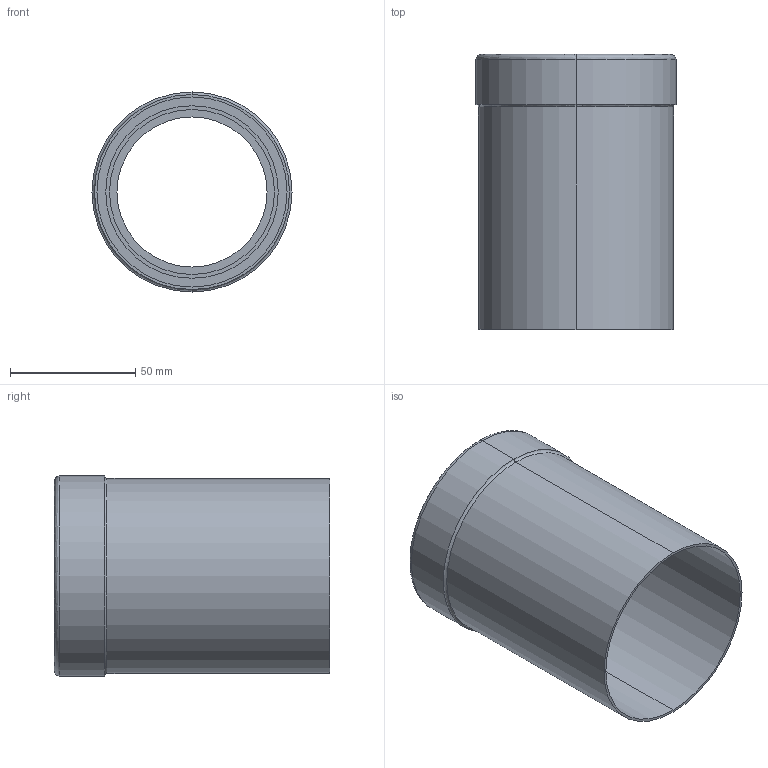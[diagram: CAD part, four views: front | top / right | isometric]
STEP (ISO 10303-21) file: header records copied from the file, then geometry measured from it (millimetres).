
FILE_DESCRIPTION (( 'STEP AP203' ), '1' );
FILE_NAME ('cup-cover (2).STEP', '2019-11-18T16:32:48', ( '' ), ( '' ), 'SwSTEP 2.0', 'SolidWorks 2015', '' );
FILE_SCHEMA (( 'CONFIG_CONTROL_DESIGN' ));
Length unit declared in the file: millimetre
Products named in the file (1): cup-cover (2)
Bounding box: 80 x 110 x 80 mm (x, y, z)
Volume: 37402.3 mm3; surface area: 58545.1 mm2
Topology: 1 solids, 1 shells, 24 faces, 48 edges, 30 vertices
Faces by surface type: cylinder 14, plane 6, bspline 4
Entity records: 983 total; most frequent: CARTESIAN_POINT 389, DIRECTION 120, ORIENTED_EDGE 96, AXIS2_PLACEMENT_3D 53, EDGE_CURVE 48, CIRCLE 32, VERTEX_POINT 30, EDGE_LOOP 30
